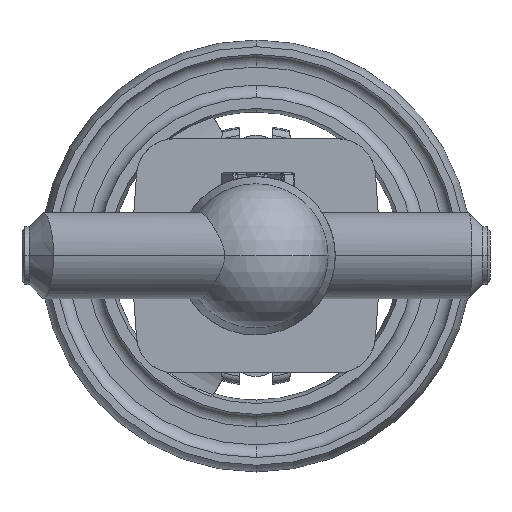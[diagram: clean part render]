
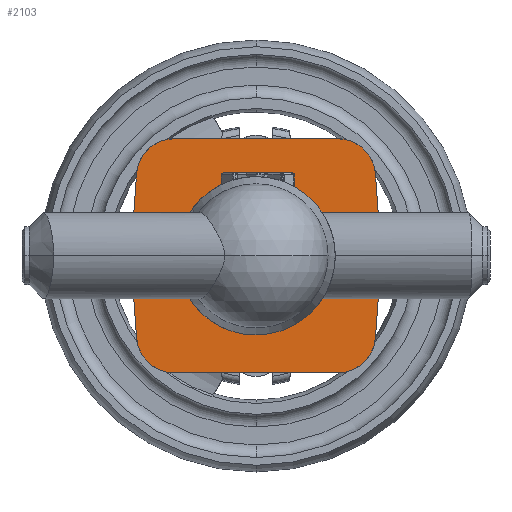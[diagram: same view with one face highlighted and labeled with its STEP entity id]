
A CAD part, front view. The second image highlights one B-rep face of the part: STEP entity #2103.
In plain terms, the highlighted planar face has unit normal (0, -1, 0).
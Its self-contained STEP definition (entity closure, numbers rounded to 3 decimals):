
#37 = VECTOR ( 'NONE', #15626, 1000. ) ;
#350 = CIRCLE ( 'NONE', #15123, 10.5 ) ;
#609 = DIRECTION ( 'NONE',  ( -0.07, 0., -0.998 ) ) ;
#1281 = ORIENTED_EDGE ( 'NONE', *, *, #10945, .F. ) ;
#1397 = DIRECTION ( 'NONE',  ( 0., 0., 1. ) ) ;
#1985 = AXIS2_PLACEMENT_3D ( 'NONE', #14374, #4278, #20467 ) ;
#2103 = ADVANCED_FACE ( 'NONE', ( #7131, #19688 ), #20133, .F. ) ;
#2165 = VERTEX_POINT ( 'NONE', #16531 ) ;
#2171 = LINE ( 'NONE', #17398, #19626 ) ;
#2245 = CARTESIAN_POINT ( 'NONE',  ( -32.5, 28., 32.5 ) ) ;
#2290 = VECTOR ( 'NONE', #15512, 1000. ) ;
#2491 = CARTESIAN_POINT ( 'NONE',  ( 22.709, 28., 32.5 ) ) ;
#2701 = DIRECTION ( 'NONE',  ( 0., -1., 0. ) ) ;
#3278 = AXIS2_PLACEMENT_3D ( 'NONE', #12532, #2701, #14184 ) ;
#3352 = EDGE_CURVE ( 'NONE', #2165, #11295, #18824, .T. ) ;
#3359 = CARTESIAN_POINT ( 'NONE',  ( -34.773, 28., 0. ) ) ;
#3385 = VERTEX_POINT ( 'NONE', #11436 ) ;
#3481 = CARTESIAN_POINT ( 'NONE',  ( 32.5, 28., 32.5 ) ) ;
#3488 = DIRECTION ( 'NONE',  ( 0., -1., 0. ) ) ;
#3559 = VERTEX_POINT ( 'NONE', #19323 ) ;
#3650 = EDGE_CURVE ( 'NONE', #3559, #6463, #4242, .T. ) ;
#3669 = ORIENTED_EDGE ( 'NONE', *, *, #3650, .F. ) ;
#3764 = CARTESIAN_POINT ( 'NONE',  ( -22.709, 28., -32.5 ) ) ;
#3774 = ORIENTED_EDGE ( 'NONE', *, *, #15540, .F. ) ;
#3862 = LINE ( 'NONE', #5800, #37 ) ;
#3927 = AXIS2_PLACEMENT_3D ( 'NONE', #17841, #6382, #16189 ) ;
#4242 = LINE ( 'NONE', #19778, #8097 ) ;
#4253 = DIRECTION ( 'NONE',  ( 0., -1., 0. ) ) ;
#4278 = DIRECTION ( 'NONE',  ( 0., 1., 0. ) ) ;
#4309 = EDGE_CURVE ( 'NONE', #13120, #5298, #14984, .T. ) ;
#4701 = VERTEX_POINT ( 'NONE', #5770 ) ;
#5298 = VERTEX_POINT ( 'NONE', #2491 ) ;
#5386 = VERTEX_POINT ( 'NONE', #15686 ) ;
#5508 = ORIENTED_EDGE ( 'NONE', *, *, #11626, .F. ) ;
#5770 = CARTESIAN_POINT ( 'NONE',  ( 0., 28., -22. ) ) ;
#5800 = CARTESIAN_POINT ( 'NONE',  ( 32.5, 28., -32.5 ) ) ;
#6222 = CARTESIAN_POINT ( 'NONE',  ( 33.183, 28., 22.732 ) ) ;
#6256 = VECTOR ( 'NONE', #15757, 1000. ) ;
#6382 = DIRECTION ( 'NONE',  ( 0., -1., 0. ) ) ;
#6463 = VERTEX_POINT ( 'NONE', #11708 ) ;
#6662 = LINE ( 'NONE', #2245, #2290 ) ;
#6805 = ORIENTED_EDGE ( 'NONE', *, *, #15653, .F. ) ;
#7131 = FACE_BOUND ( 'NONE', #13757, .T. ) ;
#7409 = ORIENTED_EDGE ( 'NONE', *, *, #17168, .F. ) ;
#7738 = EDGE_LOOP ( 'NONE', ( #1281, #12242, #19744, #8485, #11380, #6805, #21085, #3774, #15642, #3669 ) ) ;
#8097 = VECTOR ( 'NONE', #609, 1000. ) ;
#8397 = CIRCLE ( 'NONE', #11622, 10.5 ) ;
#8485 = ORIENTED_EDGE ( 'NONE', *, *, #18705, .T. ) ;
#8918 = DIRECTION ( 'NONE',  ( 0., -1., 0. ) ) ;
#9002 = CARTESIAN_POINT ( 'NONE',  ( -22.709, 28., 32.5 ) ) ;
#10017 = VERTEX_POINT ( 'NONE', #14638 ) ;
#10356 = CIRCLE ( 'NONE', #3278, 22. ) ;
#10945 = EDGE_CURVE ( 'NONE', #14557, #3559, #2171, .T. ) ;
#10988 = CARTESIAN_POINT ( 'NONE',  ( -34.773, 28., 0. ) ) ;
#11022 = CIRCLE ( 'NONE', #13681, 22. ) ;
#11098 = LINE ( 'NONE', #10988, #19257 ) ;
#11278 = DIRECTION ( 'NONE',  ( 0., -1., 0. ) ) ;
#11295 = VERTEX_POINT ( 'NONE', #3764 ) ;
#11380 = ORIENTED_EDGE ( 'NONE', *, *, #17974, .F. ) ;
#11436 = CARTESIAN_POINT ( 'NONE',  ( 22.709, 28., -32.5 ) ) ;
#11622 = AXIS2_PLACEMENT_3D ( 'NONE', #14081, #4253, #15731 ) ;
#11626 = EDGE_CURVE ( 'NONE', #10017, #4701, #10356, .T. ) ;
#11708 = CARTESIAN_POINT ( 'NONE',  ( 33.183, 28., -22.732 ) ) ;
#12242 = ORIENTED_EDGE ( 'NONE', *, *, #14306, .T. ) ;
#12532 = CARTESIAN_POINT ( 'NONE',  ( 0., 28., 0. ) ) ;
#13120 = VERTEX_POINT ( 'NONE', #9002 ) ;
#13343 = CARTESIAN_POINT ( 'NONE',  ( -22.709, 28., 22. ) ) ;
#13681 = AXIS2_PLACEMENT_3D ( 'NONE', #21048, #11278, #1397 ) ;
#13757 = EDGE_LOOP ( 'NONE', ( #5508, #7409 ) ) ;
#14066 = AXIS2_PLACEMENT_3D ( 'NONE', #13343, #3488, #14977 ) ;
#14081 = CARTESIAN_POINT ( 'NONE',  ( 22.709, 28., -22. ) ) ;
#14184 = DIRECTION ( 'NONE',  ( 0., 0., 1. ) ) ;
#14267 = DIRECTION ( 'NONE',  ( -0.07, 0., 0.998 ) ) ;
#14306 = EDGE_CURVE ( 'NONE', #14557, #5298, #350, .T. ) ;
#14374 = CARTESIAN_POINT ( 'NONE',  ( 0., 28., 0. ) ) ;
#14557 = VERTEX_POINT ( 'NONE', #6222 ) ;
#14638 = CARTESIAN_POINT ( 'NONE',  ( 0., 28., 22. ) ) ;
#14977 = DIRECTION ( 'NONE',  ( 0., 0., 1. ) ) ;
#14984 = LINE ( 'NONE', #3481, #6256 ) ;
#15123 = AXIS2_PLACEMENT_3D ( 'NONE', #18690, #8918, #20344 ) ;
#15283 = VERTEX_POINT ( 'NONE', #3359 ) ;
#15512 = DIRECTION ( 'NONE',  ( 0.07, 0., 0.998 ) ) ;
#15540 = EDGE_CURVE ( 'NONE', #3385, #11295, #3862, .T. ) ;
#15626 = DIRECTION ( 'NONE',  ( -1., 0., 0. ) ) ;
#15642 = ORIENTED_EDGE ( 'NONE', *, *, #19920, .T. ) ;
#15653 = EDGE_CURVE ( 'NONE', #2165, #15283, #11098, .T. ) ;
#15686 = CARTESIAN_POINT ( 'NONE',  ( -33.183, 28., 22.732 ) ) ;
#15731 = DIRECTION ( 'NONE',  ( 0., 0., 1. ) ) ;
#15757 = DIRECTION ( 'NONE',  ( 1., 0., 0. ) ) ;
#16189 = DIRECTION ( 'NONE',  ( 0., 0., 1. ) ) ;
#16531 = CARTESIAN_POINT ( 'NONE',  ( -33.183, 28., -22.732 ) ) ;
#17168 = EDGE_CURVE ( 'NONE', #4701, #10017, #11022, .T. ) ;
#17326 = DIRECTION ( 'NONE',  ( 0.07, 0., -0.998 ) ) ;
#17398 = CARTESIAN_POINT ( 'NONE',  ( 34.773, 28., 0. ) ) ;
#17841 = CARTESIAN_POINT ( 'NONE',  ( -22.709, 28., -22. ) ) ;
#17974 = EDGE_CURVE ( 'NONE', #15283, #5386, #6662, .T. ) ;
#18690 = CARTESIAN_POINT ( 'NONE',  ( 22.709, 28., 22. ) ) ;
#18705 = EDGE_CURVE ( 'NONE', #13120, #5386, #20757, .T. ) ;
#18824 = CIRCLE ( 'NONE', #3927, 10.5 ) ;
#19257 = VECTOR ( 'NONE', #14267, 1000. ) ;
#19323 = CARTESIAN_POINT ( 'NONE',  ( 34.773, 28., 0. ) ) ;
#19626 = VECTOR ( 'NONE', #17326, 1000. ) ;
#19688 = FACE_OUTER_BOUND ( 'NONE', #7738, .T. ) ;
#19744 = ORIENTED_EDGE ( 'NONE', *, *, #4309, .F. ) ;
#19778 = CARTESIAN_POINT ( 'NONE',  ( 32.5, 28., -32.5 ) ) ;
#19920 = EDGE_CURVE ( 'NONE', #3385, #6463, #8397, .T. ) ;
#20133 = PLANE ( 'NONE',  #1985 ) ;
#20344 = DIRECTION ( 'NONE',  ( 0., 0., 1. ) ) ;
#20467 = DIRECTION ( 'NONE',  ( 0., 0., 1. ) ) ;
#20757 = CIRCLE ( 'NONE', #14066, 10.5 ) ;
#21048 = CARTESIAN_POINT ( 'NONE',  ( 0., 28., 0. ) ) ;
#21085 = ORIENTED_EDGE ( 'NONE', *, *, #3352, .T. ) ;
